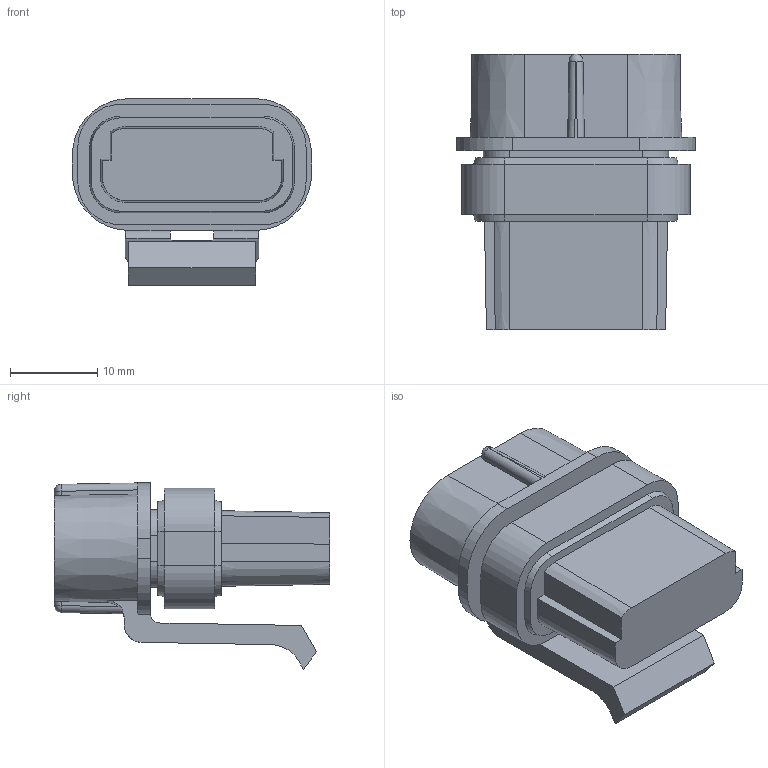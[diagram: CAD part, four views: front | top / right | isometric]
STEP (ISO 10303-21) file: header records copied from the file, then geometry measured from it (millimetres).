
FILE_DESCRIPTION(/* description */ (''),/* implementation_level */ '2;1');
FILE_NAME(/* name */ '12092449-CONN.stp',/* time_stamp */ '2022-02-08T15:04:22+06:00',/* author */ (''),/* organization */ (''),/* preprocessor_version */ 'ST-DEVELOPER v16',/* originating_system */ 'SIEMENS PLM Software NX 11.0',/* authorisation */ '');
FILE_SCHEMA (('AP203_CONFIGURATION_CONTROLLED_3D_DESIGN_OF_MECHANICAL_PARTS_AND_ASSEMBLIES_MIM_LF { 1 0 10303 403 2 1 2}'));
Length unit declared in the file: millimetre
Products named in the file (1): hjcv512CDB98zbm3
Bounding box: 27.35 x 31.5 x 21.34 mm (x, y, z)
Volume: 8234.9 mm3; surface area: 3714.7 mm2
Topology: 1 solids, 1 shells, 102 faces, 279 edges, 180 vertices
Faces by surface type: plane 59, cone 22, cylinder 17, sphere 2, torus 2
Entity records: 3365 total; most frequent: CARTESIAN_POINT 626, DIRECTION 557, ORIENTED_EDGE 554, EDGE_CURVE 277, AXIS2_PLACEMENT_3D 187, LINE 183, VECTOR 183, VERTEX_POINT 180
